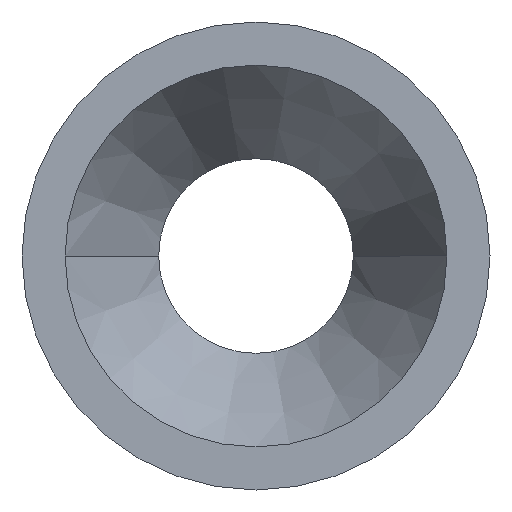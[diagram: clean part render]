
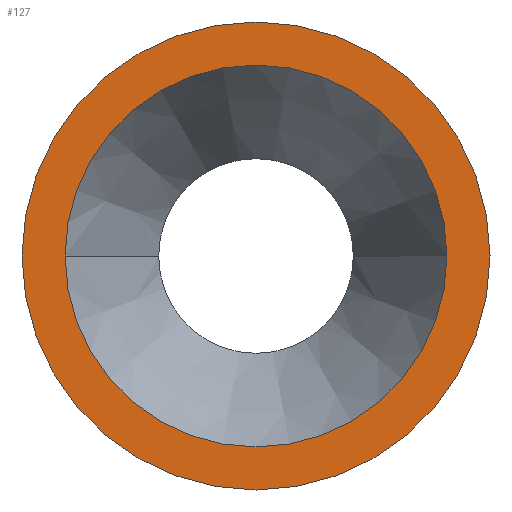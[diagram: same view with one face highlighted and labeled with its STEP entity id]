
A CAD part, left-side view. The second image highlights one B-rep face of the part: STEP entity #127.
In plain terms, the highlighted planar face has unit normal (-1, 0, 0).
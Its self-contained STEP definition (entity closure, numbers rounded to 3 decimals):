
#109 = VERTEX_POINT( '', #246 );
#127 = ADVANCED_FACE( '', ( #268, #269 ), #270, .T. );
#145 = EDGE_CURVE( '', #183, #187, #290, .T. );
#155 = EDGE_CURVE( '', #163, #109, #301, .T. );
#163 = VERTEX_POINT( '', #311 );
#165 = EDGE_CURVE( '', #187, #183, #313, .T. );
#183 = VERTEX_POINT( '', #333 );
#187 = VERTEX_POINT( '', #337 );
#199 = EDGE_CURVE( '', #109, #163, #349, .T. );
#246 = CARTESIAN_POINT( '', ( 0., 31.5, 0. ) );
#268 = FACE_BOUND( '', #423, .T. );
#269 = FACE_OUTER_BOUND( '', #424, .T. );
#270 = PLANE( '', #425 );
#290 = CIRCLE( '', #452, 25.7 );
#301 = CIRCLE( '', #467, 31.5 );
#311 = CARTESIAN_POINT( '', ( 0., -31.5, 0. ) );
#313 = CIRCLE( '', #480, 25.7 );
#333 = CARTESIAN_POINT( '', ( 0., -25.7, 0. ) );
#337 = CARTESIAN_POINT( '', ( 0., 25.7, 0. ) );
#349 = CIRCLE( '', #528, 31.5 );
#423 = EDGE_LOOP( '', ( #599, #600 ) );
#424 = EDGE_LOOP( '', ( #601, #602 ) );
#425 = AXIS2_PLACEMENT_3D( '', #603, #604, #605 );
#452 = AXIS2_PLACEMENT_3D( '', #629, #630, #631 );
#467 = AXIS2_PLACEMENT_3D( '', #644, #645, #646 );
#480 = AXIS2_PLACEMENT_3D( '', #663, #664, #665 );
#528 = AXIS2_PLACEMENT_3D( '', #700, #701, #702 );
#599 = ORIENTED_EDGE( '', *, *, #165, .F. );
#600 = ORIENTED_EDGE( '', *, *, #145, .F. );
#601 = ORIENTED_EDGE( '', *, *, #199, .T. );
#602 = ORIENTED_EDGE( '', *, *, #155, .T. );
#603 = CARTESIAN_POINT( '', ( 0., 28.6, 0. ) );
#604 = DIRECTION( '', ( -1., 0., 0. ) );
#605 = DIRECTION( '', ( 0., 1., 0. ) );
#629 = CARTESIAN_POINT( '', ( 0., 0., 0. ) );
#630 = DIRECTION( '', ( -1., 0., 0. ) );
#631 = DIRECTION( '', ( 0., 1., 0. ) );
#644 = CARTESIAN_POINT( '', ( 0., 0., 0. ) );
#645 = DIRECTION( '', ( -1., 0., 0. ) );
#646 = DIRECTION( '', ( 0., 1., 0. ) );
#663 = CARTESIAN_POINT( '', ( 0., 0., 0. ) );
#664 = DIRECTION( '', ( -1., 0., 0. ) );
#665 = DIRECTION( '', ( 0., 1., 0. ) );
#700 = CARTESIAN_POINT( '', ( 0., 0., 0. ) );
#701 = DIRECTION( '', ( -1., 0., 0. ) );
#702 = DIRECTION( '', ( 0., 1., 0. ) );
